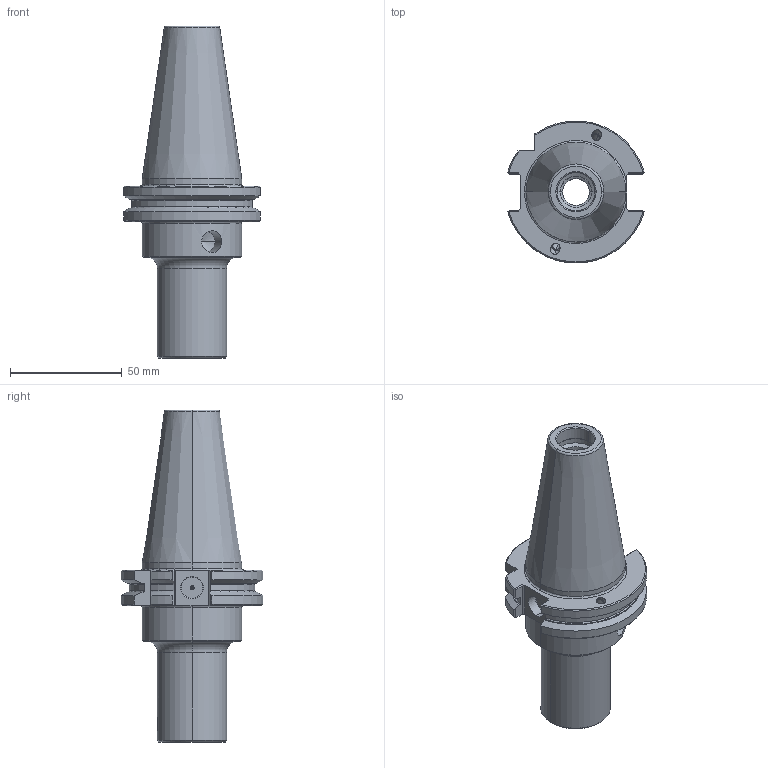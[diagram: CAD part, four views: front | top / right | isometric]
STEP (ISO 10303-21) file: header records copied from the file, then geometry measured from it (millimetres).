
FILE_DESCRIPTION(('no description'),'unknown implementation level');
FILE_NAME('90B98BDA-38FD-4F1D-A13A-D4BB39E62DC3_export.stp',' ',('CIMSOURCE GmbH'),('CADClick - KiM GmbH - www.kimweb.de'),'unknown preprocess','ACIS','unknown authorization');
FILE_SCHEMA(('automotive_design'));
Length unit declared in the file: millimetre
Products named in the file (2): 326.031 Kaiser SK40 VBD X CK3 X 80B|690.433 Kaiser ETL M6 X 8,5 CK3;Schnitt-Linear austragen2; 326.031 Kaiser SK40 VBD X CK3 X 80B|326.031 Kaiser SK40 VBD X CK3 X 80B;Rotation1
Bounding box: 60.95 x 63.29 x 148.25 mm (x, y, z)
Volume: 146937.3 mm3; surface area: 30725.7 mm2
Topology: 2 solids, 2 shells, 201 faces, 499 edges, 309 vertices
Faces by surface type: plane 72, cylinder 59, cone 48, torus 18, bspline 4
Entity records: 12723 total; most frequent: CARTESIAN_POINT 2335, DIRECTION 1009, STYLED_ITEM 1005, PRESENTATION_STYLE_ASSIGNMENT 1005, COLOUR_RGB 1005, ORIENTED_EDGE 986, EDGE_CURVE 493, CURVE_STYLE 493
